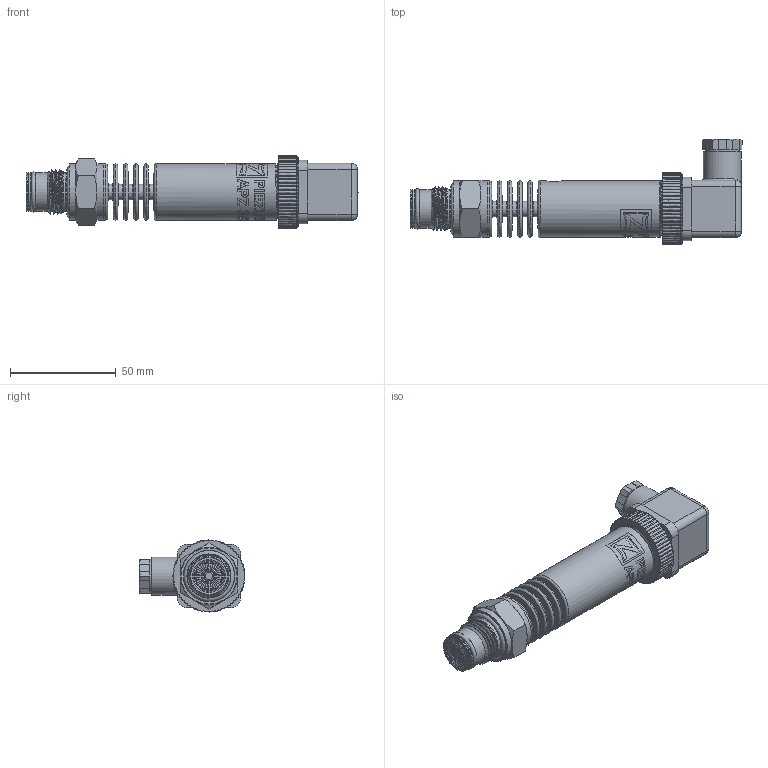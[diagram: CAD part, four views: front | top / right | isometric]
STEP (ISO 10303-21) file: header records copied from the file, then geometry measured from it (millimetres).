
FILE_DESCRIPTION(/* description */ (''),/* implementation_level */ '2;1');
FILE_NAME(/* name */ 'APZ3420m_G1''2DIN-solidflush_radiator_1.step',/* time_stamp */ '2021-07-06T15:55:01+03:00',/* author */ (''),/* organization */ (''),/* preprocessor_version */ 'ST-DEVELOPER v18.1',/* originating_system */ 'Autodesk Translation Framework v10.9.0.1377',/* authorisation */ '');
FILE_SCHEMA (('AUTOMOTIVE_DESIGN { 1 0 10303 214 3 1 1 }'));
Length unit declared in the file: millimetre
Products named in the file (6): АПЗ 3420м заполненная; OMAL nut M27x1.5; DIN 43650A female part 28 mm high; DIN 43650A male Hirshmann round base; shell radiator; G 1/2 flush diaphragm
Assembly tree (5 placements, depth 2):
  АПЗ 3420м заполненная
    OMAL nut M27x1.5
    DIN 43650A female part 28 mm high
    DIN 43650A male Hirshmann round base
    shell radiator
    G 1/2 flush diaphragm
Bounding box: 156.75 x 50.02 x 34 mm (x, y, z)
Volume: 84544.1 mm3; surface area: 31934.9 mm2
Topology: 7 solids, 7 shells, 1492 faces, 4083 edges, 2711 vertices
Faces by surface type: plane 582, bspline 581, cylinder 229, torus 52, cone 42, sphere 6
Full cylindrical faces by diameter (mm): 1.6 x4, 1.65 x4, 2 x3, 2.2 x1, 2.537 x6, 2.579 x1, 2.938 x10, 3.2 x1, 4 x1, 5 x1, 6 x1, 7.183 x1, 7.5 x5, 7.8 x1, 8 x1, 10 x1, 15 x1, 16 x1, 17.4 x1, 18 x4, 18.4 x1, 18.631 x2, 21 x1, 21.4 x2, 22 x1, 22.5 x1, 24 x1, 24.4 x1, 24.5 x2, 25.132 x4
Entity records: 67910 total; most frequent: CARTESIAN_POINT 33861, ORIENTED_EDGE 8162, DIRECTION 5071, EDGE_CURVE 4081, VERTEX_POINT 2711, LINE 1897, VECTOR 1897, EDGE_LOOP 1622
